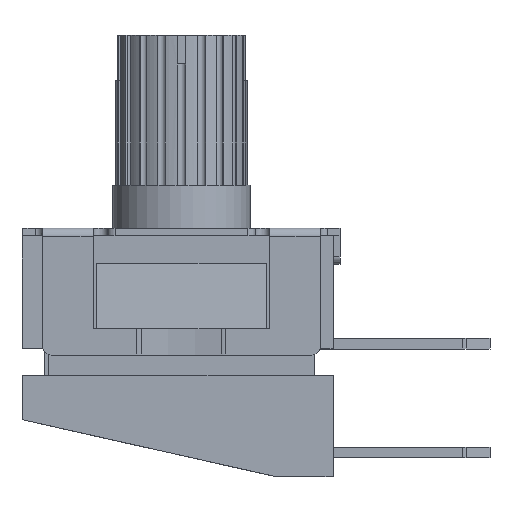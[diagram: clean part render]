
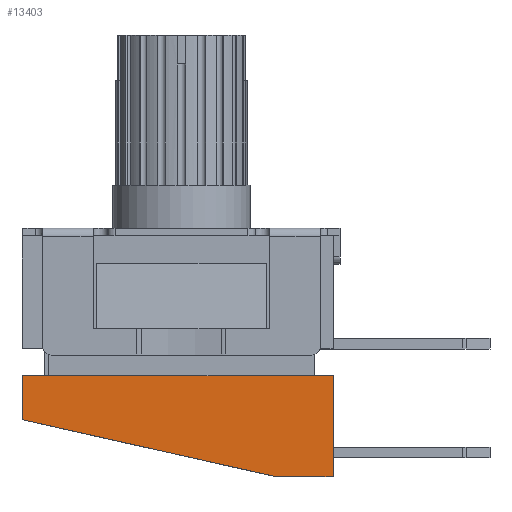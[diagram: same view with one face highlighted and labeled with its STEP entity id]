
A CAD part, front view. The second image highlights one B-rep face of the part: STEP entity #13403.
In plain terms, the highlighted planar face has unit normal (0, -1, 0).
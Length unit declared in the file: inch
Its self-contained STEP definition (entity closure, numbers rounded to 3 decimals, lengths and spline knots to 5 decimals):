
#790=PLANE('',#14290);
#1431=FACE_OUTER_BOUND('',#2150,.T.);
#2150=EDGE_LOOP('',(#11654,#11655,#11656,#11657,#11658,#11659,#11660));
#3290=LINE('',#22868,#4604);
#3294=LINE('',#22877,#4608);
#3298=LINE('',#22884,#4612);
#3299=LINE('',#22886,#4613);
#3300=LINE('',#22888,#4614);
#3301=LINE('',#22889,#4615);
#3302=LINE('',#22890,#4616);
#4604=VECTOR('',#16906,0.3937);
#4608=VECTOR('',#16912,0.3937);
#4612=VECTOR('',#16920,0.3937);
#4613=VECTOR('',#16921,0.3937);
#4614=VECTOR('',#16922,0.3937);
#4615=VECTOR('',#16923,0.3937);
#4616=VECTOR('',#16924,0.3937);
#6336=VERTEX_POINT('',#22865);
#6337=VERTEX_POINT('',#22867);
#6340=VERTEX_POINT('',#22874);
#6341=VERTEX_POINT('',#22876);
#6342=VERTEX_POINT('',#22883);
#6343=VERTEX_POINT('',#22885);
#6344=VERTEX_POINT('',#22887);
#8183=EDGE_CURVE('',#6337,#6336,#3290,.T.);
#8187=EDGE_CURVE('',#6341,#6340,#3294,.T.);
#8191=EDGE_CURVE('',#6340,#6342,#3298,.T.);
#8192=EDGE_CURVE('',#6343,#6342,#3299,.T.);
#8193=EDGE_CURVE('',#6343,#6344,#3300,.T.);
#8194=EDGE_CURVE('',#6337,#6344,#3301,.T.);
#8195=EDGE_CURVE('',#6336,#6341,#3302,.T.);
#11654=ORIENTED_EDGE('',*,*,#8187,.T.);
#11655=ORIENTED_EDGE('',*,*,#8191,.T.);
#11656=ORIENTED_EDGE('',*,*,#8192,.F.);
#11657=ORIENTED_EDGE('',*,*,#8193,.T.);
#11658=ORIENTED_EDGE('',*,*,#8194,.F.);
#11659=ORIENTED_EDGE('',*,*,#8183,.T.);
#11660=ORIENTED_EDGE('',*,*,#8195,.T.);
#13403=ADVANCED_FACE('',(#1431),#790,.T.);
#14290=AXIS2_PLACEMENT_3D('',#22882,#16918,#16919);
#16906=DIRECTION('',(0.,0.,1.));
#16912=DIRECTION('',(-1.,0.,0.));
#16918=DIRECTION('center_axis',(0.,-1.,0.));
#16919=DIRECTION('ref_axis',(0.,0.,-1.));
#16920=DIRECTION('',(-1.,0.,0.));
#16921=DIRECTION('',(0.,0.,1.));
#16922=DIRECTION('',(0.976,0.,-0.219));
#16923=DIRECTION('',(-1.,0.,0.));
#16924=DIRECTION('',(-1.,0.,0.));
#22865=CARTESIAN_POINT('',(0.13937,-0.1374,0.09291));
#22867=CARTESIAN_POINT('',(0.13937,-0.1374,0.));
#22868=CARTESIAN_POINT('',(0.13937,-0.1374,0.));
#22874=CARTESIAN_POINT('',(-0.12205,-0.1374,0.09291));
#22876=CARTESIAN_POINT('',(0.12205,-0.1374,0.09291));
#22877=CARTESIAN_POINT('',(0.13071,-0.1374,0.09291));
#22882=CARTESIAN_POINT('Origin',(0.13937,-0.1374,0.));
#22883=CARTESIAN_POINT('',(-0.14646,-0.1374,0.09291));
#22884=CARTESIAN_POINT('',(-0.00354,-0.1374,0.09291));
#22885=CARTESIAN_POINT('',(-0.14646,-0.1374,0.05236));
#22886=CARTESIAN_POINT('',(-0.14646,-0.1374,0.));
#22887=CARTESIAN_POINT('',(0.08701,-0.1374,0.));
#22888=CARTESIAN_POINT('',(0.11194,-0.1374,-0.00559));
#22889=CARTESIAN_POINT('',(0.13937,-0.1374,0.));
#22890=CARTESIAN_POINT('',(0.13071,-0.1374,0.09291));
